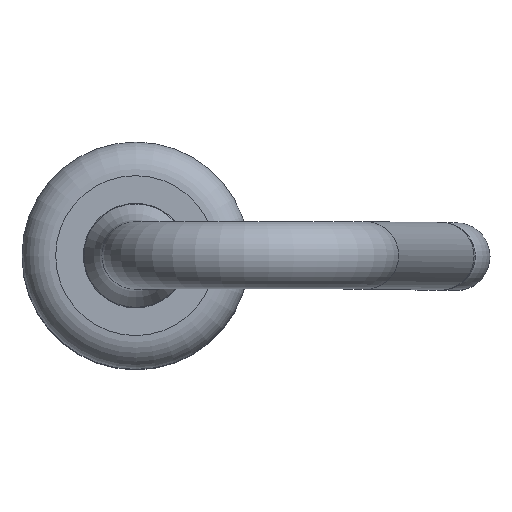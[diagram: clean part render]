
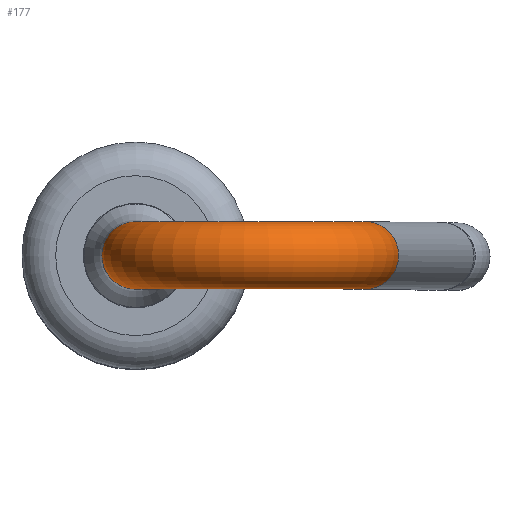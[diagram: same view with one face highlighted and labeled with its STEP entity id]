
A CAD part, top view. The second image highlights one B-rep face of the part: STEP entity #177.
In plain terms, the highlighted toroidal (fillet/blend) face has major radius 1.375 mm and minor radius 0.4 mm.
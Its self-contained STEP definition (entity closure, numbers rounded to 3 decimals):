
#177=ADVANCED_FACE('',(#389,#391),#393,.T.);
#389=FACE_OUTER_BOUND('',#390,.T.);
#390=EDGE_LOOP('',(#518));
#391=FACE_OUTER_BOUND('',#392,.T.);
#392=EDGE_LOOP('',(#519));
#393=TOROIDAL_SURFACE('',#394,1.375,0.4);
#394=AXIS2_PLACEMENT_3D('',#395,#396,#397);
#395=CARTESIAN_POINT('',(1.375,0.,7.15));
#396=DIRECTION('',(0.,1.,-0.));
#397=DIRECTION('',(-1.,0.,0.));
#518=ORIENTED_EDGE('',*,*,#553,.F.);
#519=ORIENTED_EDGE('',*,*,#551,.T.);
#551=EDGE_CURVE('',#582,#582,#583,.T.);
#553=EDGE_CURVE('',#586,#586,#587,.T.);
#582=VERTEX_POINT('',#653);
#583=CIRCLE('',#654,0.4);
#586=VERTEX_POINT('',#663);
#587=CIRCLE('',#664,0.4);
#653=CARTESIAN_POINT('',(0.4,0.,7.15));
#654=AXIS2_PLACEMENT_3D('',#655,#656,#657);
#655=CARTESIAN_POINT('',(0.,0.,7.15));
#656=DIRECTION('',(0.,0.,1.));
#657=DIRECTION('',(1.,0.,0.));
#663=CARTESIAN_POINT('',(2.336,0.,7.316));
#664=AXIS2_PLACEMENT_3D('',#665,#666,#667);
#665=CARTESIAN_POINT('',(2.73,0.,7.384));
#666=DIRECTION('',(0.171,-0.,-0.985));
#667=DIRECTION('',(-0.985,0.,-0.171));
